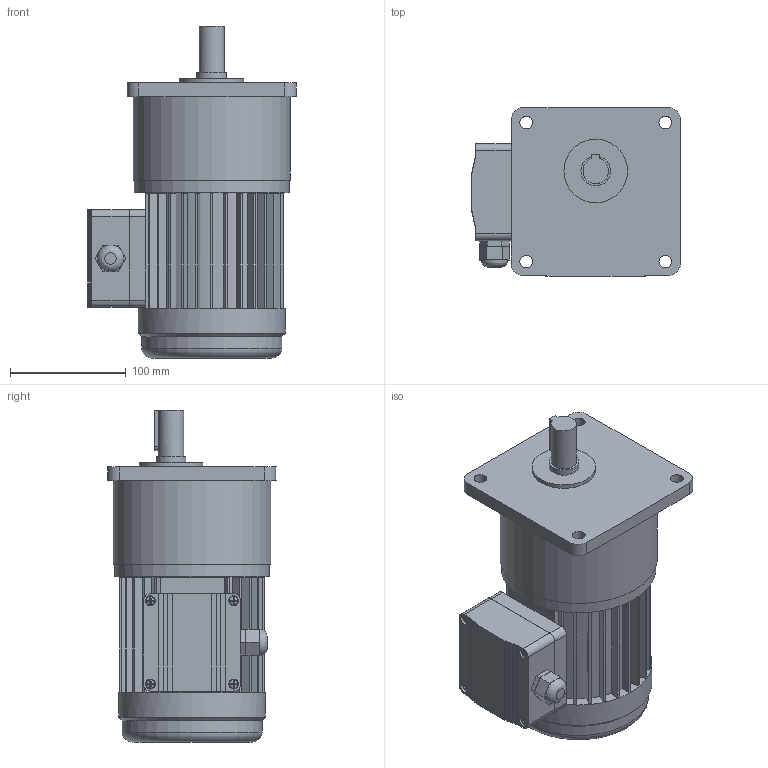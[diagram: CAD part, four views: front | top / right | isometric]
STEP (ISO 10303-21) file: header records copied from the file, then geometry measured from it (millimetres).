
FILE_DESCRIPTION(/* description */ (''),/* implementation_level */ '2;1');
FILE_NAME(/* name */ 'GV立式附三相、单相铝壳（刹车）齿轮减速马达[GV-22-100W-100-S-B法兰-G1-LD-VO].stp',/* time_stamp */ '2022-01-11T09:06:23+08:00',/* author */ ('Administrator'),/* organization */ (''),/* preprocessor_version */ 'ST-DEVELOPER v15.2',/* originating_system */ 'Autodesk Inventor 2014',/* authorisation */ '');
FILE_SCHEMA (('AUTOMOTIVE_DESIGN { 1 0 10303 214 3 1 1 }'));
Length unit declared in the file: millimetre
Products named in the file (1): [GV-22-100W-100-S-B法兰-G1-LD-VO]
Bounding box: 180.15 x 145.92 x 287 mm (x, y, z)
Volume: 3332727.5 mm3; surface area: 222686.6 mm2
Topology: 2 solids, 2 shells, 495 faces, 1266 edges, 837 vertices
Faces by surface type: plane 442, cylinder 42, torus 5, sphere 4, cone 1, bspline 1
Full cylindrical faces by diameter (mm): 8 x4, 8.5 x4, 11 x4, 22 x1, 25.58 x1, 55 x1, 107.95 x1, 121 x1, 127 x1, 134 x1, 136 x1
Entity records: 14713 total; most frequent: CARTESIAN_POINT 2603, ORIENTED_EDGE 2460, DIRECTION 2411, EDGE_CURVE 1230, LINE 1033, VECTOR 1033, VERTEX_POINT 831, AXIS2_PLACEMENT_3D 689
